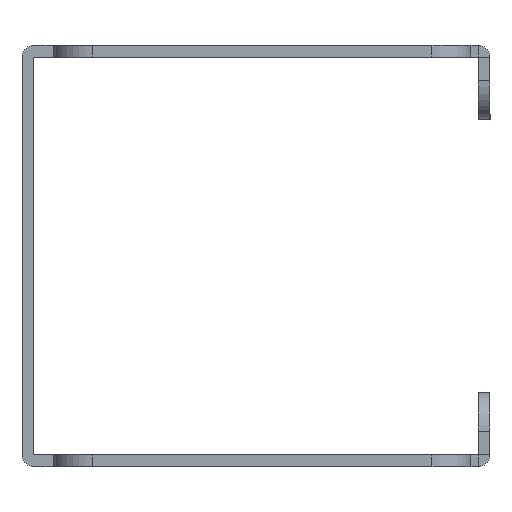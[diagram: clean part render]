
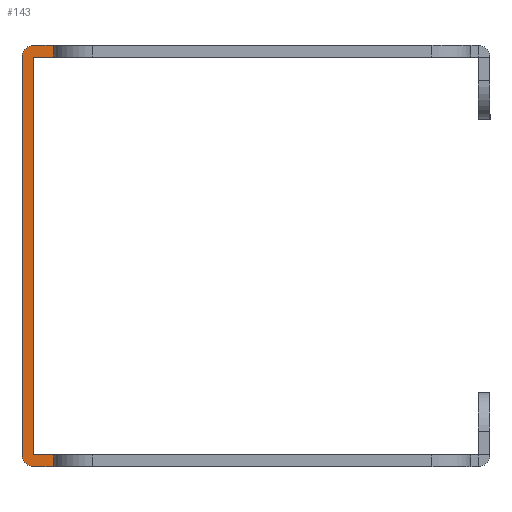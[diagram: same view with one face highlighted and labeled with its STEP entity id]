
A CAD part, left-side view. The second image highlights one B-rep face of the part: STEP entity #143.
In plain terms, the highlighted planar face has unit normal (-1, 0, 0).
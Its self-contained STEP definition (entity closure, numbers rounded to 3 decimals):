
#143 = ADVANCED_FACE ( 'NONE', ( #4618 ), #2199, .F. ) ;
#1188 = DIRECTION ( 'NONE',  ( 0., 0., -1. ) ) ;
#1318 = CARTESIAN_POINT ( 'NONE',  ( 9.4, -57., -51. ) ) ;
#1380 = DIRECTION ( 'NONE',  ( 0., 1., 0. ) ) ;
#1430 = EDGE_CURVE ( 'NONE', #3513, #3490, #4314, .T. ) ;
#1447 = EDGE_CURVE ( 'NONE', #3323, #3282, #4594, .T. ) ;
#1574 = CARTESIAN_POINT ( 'NONE',  ( 9.4, 1.5, -55.25 ) ) ;
#1600 = EDGE_CURVE ( 'NONE', #3489, #3487, #4671, .T. ) ;
#1677 = EDGE_CURVE ( 'NONE', #3420, #3444, #4442, .T. ) ;
#1684 = EDGE_CURVE ( 'NONE', #3513, #3489, #4402, .T. ) ;
#1709 = EDGE_CURVE ( 'NONE', #3490, #3344, #4703, .T. ) ;
#1713 = EDGE_CURVE ( 'NONE', #3487, #3282, #4416, .T. ) ;
#1718 = EDGE_CURVE ( 'NONE', #3341, #3442, #4541, .T. ) ;
#1720 = EDGE_CURVE ( 'NONE', #3323, #3409, #4295, .T. ) ;
#2019 = DIRECTION ( 'NONE',  ( 0., 1., 0. ) ) ;
#2034 = CARTESIAN_POINT ( 'NONE',  ( 9.4, 0., 0. ) ) ;
#2090 = DIRECTION ( 'NONE',  ( 0., 0., 1. ) ) ;
#2096 = CARTESIAN_POINT ( 'NONE',  ( 9.4, 0., -51. ) ) ;
#2171 = DIRECTION ( 'NONE',  ( 1., 0., 0. ) ) ;
#2183 = DIRECTION ( 'NONE',  ( 0., 1., 0. ) ) ;
#2188 = CARTESIAN_POINT ( 'NONE',  ( 9.4, 0., 1.5 ) ) ;
#2191 = DIRECTION ( 'NONE',  ( 0., 0., -1. ) ) ;
#2199 = PLANE ( 'NONE',  #4058 ) ;
#2217 = CARTESIAN_POINT ( 'NONE',  ( 9.4, -2.5, -55.25 ) ) ;
#2452 = DIRECTION ( 'NONE',  ( 0., 0., -1. ) ) ;
#2453 = DIRECTION ( 'NONE',  ( -1., 0., 0. ) ) ;
#2454 = CARTESIAN_POINT ( 'NONE',  ( 9.4, -0.001, -50.999 ) ) ;
#2462 = DIRECTION ( 'NONE',  ( 0., 0., -1. ) ) ;
#2463 = DIRECTION ( 'NONE',  ( -1., 0., 0. ) ) ;
#2464 = CARTESIAN_POINT ( 'NONE',  ( 9.4, -0.001, -50.999 ) ) ;
#2470 = DIRECTION ( 'NONE',  ( 0., 0., -1. ) ) ;
#2471 = DIRECTION ( 'NONE',  ( -1., 0., 0. ) ) ;
#2472 = CARTESIAN_POINT ( 'NONE',  ( 9.4, -0.001, -0.001 ) ) ;
#2481 = DIRECTION ( 'NONE',  ( 0., 0., -1. ) ) ;
#2482 = DIRECTION ( 'NONE',  ( -1., 0., 0. ) ) ;
#2483 = CARTESIAN_POINT ( 'NONE',  ( 9.4, -0.001, -0.001 ) ) ;
#2535 = CARTESIAN_POINT ( 'NONE',  ( 9.4, -2.5, -55.25 ) ) ;
#2538 = DIRECTION ( 'NONE',  ( 0., 0., -1. ) ) ;
#2542 = CARTESIAN_POINT ( 'NONE',  ( 9.4, -2.5, -55.25 ) ) ;
#2545 = DIRECTION ( 'NONE',  ( 0., 0., -1. ) ) ;
#2636 = EDGE_CURVE ( 'NONE', #3444, #3442, #5976, .T. ) ;
#2691 = EDGE_CURVE ( 'NONE', #3420, #3409, #6288, .T. ) ;
#2768 = EDGE_CURVE ( 'NONE', #3344, #3341, #6193, .T. ) ;
#2843 = DIRECTION ( 'NONE',  ( 0., 1., 0. ) ) ;
#2851 = CARTESIAN_POINT ( 'NONE',  ( 9.4, -57., -52.5 ) ) ;
#3282 = VERTEX_POINT ( 'NONE', #3814 ) ;
#3323 = VERTEX_POINT ( 'NONE', #3780 ) ;
#3341 = VERTEX_POINT ( 'NONE', #3804 ) ;
#3344 = VERTEX_POINT ( 'NONE', #3812 ) ;
#3409 = VERTEX_POINT ( 'NONE', #3752 ) ;
#3420 = VERTEX_POINT ( 'NONE', #3633 ) ;
#3442 = VERTEX_POINT ( 'NONE', #3766 ) ;
#3444 = VERTEX_POINT ( 'NONE', #3750 ) ;
#3487 = VERTEX_POINT ( 'NONE', #5730 ) ;
#3489 = VERTEX_POINT ( 'NONE', #5683 ) ;
#3490 = VERTEX_POINT ( 'NONE', #5782 ) ;
#3513 = VERTEX_POINT ( 'NONE', #5751 ) ;
#3633 = CARTESIAN_POINT ( 'NONE',  ( 9.4, -2.5, -51. ) ) ;
#3750 = CARTESIAN_POINT ( 'NONE',  ( 9.4, -2.5, -52.5 ) ) ;
#3752 = CARTESIAN_POINT ( 'NONE',  ( 9.4, -0.001, -51. ) ) ;
#3766 = CARTESIAN_POINT ( 'NONE',  ( 9.4, -0.001, -52.5 ) ) ;
#3780 = CARTESIAN_POINT ( 'NONE',  ( 9.4, 0., -50.999 ) ) ;
#3804 = CARTESIAN_POINT ( 'NONE',  ( 9.4, 1.5, -50.999 ) ) ;
#3812 = CARTESIAN_POINT ( 'NONE',  ( 9.4, 1.5, -0.001 ) ) ;
#3814 = CARTESIAN_POINT ( 'NONE',  ( 9.4, 0., -0.001 ) ) ;
#4058 = AXIS2_PLACEMENT_3D ( 'NONE', #2217, #2171, #2191 ) ;
#4154 = AXIS2_PLACEMENT_3D ( 'NONE', #2483, #2482, #2481 ) ;
#4156 = AXIS2_PLACEMENT_3D ( 'NONE', #2472, #2471, #2470 ) ;
#4158 = AXIS2_PLACEMENT_3D ( 'NONE', #2464, #2463, #2462 ) ;
#4160 = AXIS2_PLACEMENT_3D ( 'NONE', #2454, #2453, #2452 ) ;
#4295 = CIRCLE ( 'NONE', #4160, 0.001 ) ;
#4314 = LINE ( 'NONE', #2188, #4377 ) ;
#4351 = VECTOR ( 'NONE', #2019, 1000. ) ;
#4370 = VECTOR ( 'NONE', #2538, 1000. ) ;
#4377 = VECTOR ( 'NONE', #2183, 1000. ) ;
#4388 = VECTOR ( 'NONE', #2545, 1000. ) ;
#4402 = LINE ( 'NONE', #2535, #4370 ) ;
#4416 = CIRCLE ( 'NONE', #4156, 0.001 ) ;
#4442 = LINE ( 'NONE', #2542, #4388 ) ;
#4541 = CIRCLE ( 'NONE', #4158, 1.501 ) ;
#4594 = LINE ( 'NONE', #2096, #4627 ) ;
#4618 = FACE_OUTER_BOUND ( 'NONE', #5318, .T. ) ;
#4627 = VECTOR ( 'NONE', #2090, 1000. ) ;
#4671 = LINE ( 'NONE', #2034, #4351 ) ;
#4703 = CIRCLE ( 'NONE', #4154, 1.501 ) ;
#5261 = ORIENTED_EDGE ( 'NONE', *, *, #2636, .F. ) ;
#5270 = ORIENTED_EDGE ( 'NONE', *, *, #1718, .T. ) ;
#5279 = ORIENTED_EDGE ( 'NONE', *, *, #2768, .T. ) ;
#5288 = ORIENTED_EDGE ( 'NONE', *, *, #1709, .T. ) ;
#5318 = EDGE_LOOP ( 'NONE', ( #5288, #5279, #5270, #5261, #5351, #5450, #5441, #5432, #5423, #5360, #5369, #5405 ) ) ;
#5351 = ORIENTED_EDGE ( 'NONE', *, *, #1677, .F. ) ;
#5360 = ORIENTED_EDGE ( 'NONE', *, *, #1600, .F. ) ;
#5369 = ORIENTED_EDGE ( 'NONE', *, *, #1684, .F. ) ;
#5405 = ORIENTED_EDGE ( 'NONE', *, *, #1430, .T. ) ;
#5423 = ORIENTED_EDGE ( 'NONE', *, *, #1713, .F. ) ;
#5432 = ORIENTED_EDGE ( 'NONE', *, *, #1447, .T. ) ;
#5441 = ORIENTED_EDGE ( 'NONE', *, *, #1720, .F. ) ;
#5450 = ORIENTED_EDGE ( 'NONE', *, *, #2691, .T. ) ;
#5683 = CARTESIAN_POINT ( 'NONE',  ( 9.4, -2.5, 0. ) ) ;
#5730 = CARTESIAN_POINT ( 'NONE',  ( 9.4, -0.001, 0. ) ) ;
#5751 = CARTESIAN_POINT ( 'NONE',  ( 9.4, -2.5, 1.5 ) ) ;
#5782 = CARTESIAN_POINT ( 'NONE',  ( 9.4, -0.001, 1.5 ) ) ;
#5862 = VECTOR ( 'NONE', #2843, 1000. ) ;
#5976 = LINE ( 'NONE', #2851, #5862 ) ;
#6175 = VECTOR ( 'NONE', #1188, 1000. ) ;
#6193 = LINE ( 'NONE', #1574, #6175 ) ;
#6262 = VECTOR ( 'NONE', #1380, 1000. ) ;
#6288 = LINE ( 'NONE', #1318, #6262 ) ;
